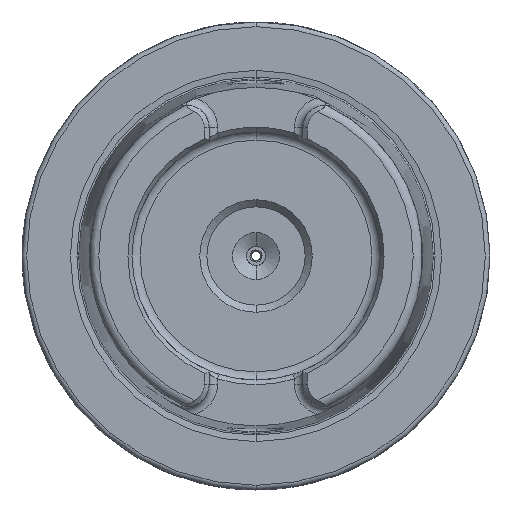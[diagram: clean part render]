
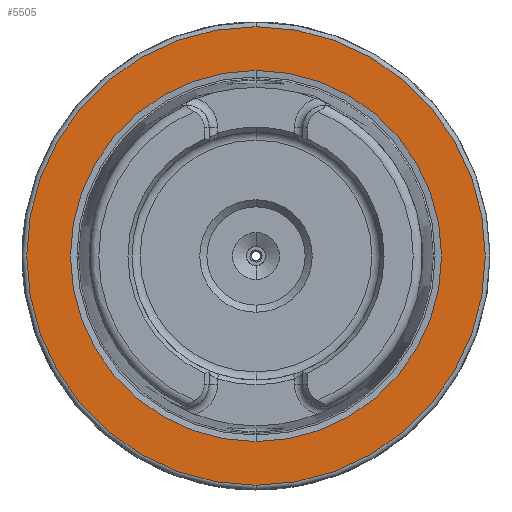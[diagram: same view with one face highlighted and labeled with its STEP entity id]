
A CAD part, left-side view. The second image highlights one B-rep face of the part: STEP entity #5505.
In plain terms, the highlighted planar face has unit normal (-1, 0, 0).
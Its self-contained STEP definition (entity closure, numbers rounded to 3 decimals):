
#428 = CARTESIAN_POINT ( 'NONE',  ( 0., 0., 49. ) ) ;
#614 = FACE_BOUND ( 'NONE', #6883, .T. ) ;
#640 = DIRECTION ( 'NONE',  ( 1., 0., 0. ) ) ;
#679 = CARTESIAN_POINT ( 'NONE',  ( 0., 0., 39.647 ) ) ;
#684 = PLANE ( 'NONE',  #754 ) ;
#754 = AXIS2_PLACEMENT_3D ( 'NONE', #7278, #5465, #2485 ) ;
#766 = DIRECTION ( 'NONE',  ( 0., 0., -1. ) ) ;
#885 = VERTEX_POINT ( 'NONE', #2507 ) ;
#921 = CARTESIAN_POINT ( 'NONE',  ( 0., 0., -49. ) ) ;
#971 = EDGE_CURVE ( 'NONE', #4716, #5091, #2708, .T. ) ;
#1181 = CARTESIAN_POINT ( 'NONE',  ( 0., 0., 0. ) ) ;
#2113 = CARTESIAN_POINT ( 'NONE',  ( 0., 0., 0. ) ) ;
#2457 = EDGE_CURVE ( 'NONE', #885, #6606, #4841, .T. ) ;
#2485 = DIRECTION ( 'NONE',  ( 0., 0., 1. ) ) ;
#2507 = CARTESIAN_POINT ( 'NONE',  ( 0., 0., -39.647 ) ) ;
#2522 = CARTESIAN_POINT ( 'NONE',  ( 0., 0., 0. ) ) ;
#2708 = CIRCLE ( 'NONE', #3697, 49. ) ;
#2786 = ORIENTED_EDGE ( 'NONE', *, *, #2457, .T. ) ;
#2826 = EDGE_LOOP ( 'NONE', ( #5182, #7059 ) ) ;
#3144 = EDGE_CURVE ( 'NONE', #6606, #885, #3599, .T. ) ;
#3150 = DIRECTION ( 'NONE',  ( 0., 0., -1. ) ) ;
#3471 = AXIS2_PLACEMENT_3D ( 'NONE', #4705, #4074, #5886 ) ;
#3599 = CIRCLE ( 'NONE', #3471, 39.647 ) ;
#3697 = AXIS2_PLACEMENT_3D ( 'NONE', #1181, #640, #3150 ) ;
#3766 = DIRECTION ( 'NONE',  ( 1., 0., 0. ) ) ;
#4074 = DIRECTION ( 'NONE',  ( 1., 0., 0. ) ) ;
#4400 = AXIS2_PLACEMENT_3D ( 'NONE', #2522, #3766, #766 ) ;
#4508 = DIRECTION ( 'NONE',  ( 1., 0., 0. ) ) ;
#4705 = CARTESIAN_POINT ( 'NONE',  ( 0., 0., 0. ) ) ;
#4716 = VERTEX_POINT ( 'NONE', #921 ) ;
#4841 = CIRCLE ( 'NONE', #6478, 39.647 ) ;
#5024 = EDGE_CURVE ( 'NONE', #5091, #4716, #7416, .T. ) ;
#5091 = VERTEX_POINT ( 'NONE', #428 ) ;
#5182 = ORIENTED_EDGE ( 'NONE', *, *, #971, .F. ) ;
#5465 = DIRECTION ( 'NONE',  ( -1., 0., 0. ) ) ;
#5505 = ADVANCED_FACE ( 'NONE', ( #614, #6053 ), #684, .T. ) ;
#5851 = ORIENTED_EDGE ( 'NONE', *, *, #3144, .T. ) ;
#5886 = DIRECTION ( 'NONE',  ( 0., 0., -1. ) ) ;
#6053 = FACE_OUTER_BOUND ( 'NONE', #2826, .T. ) ;
#6478 = AXIS2_PLACEMENT_3D ( 'NONE', #2113, #4508, #6789 ) ;
#6606 = VERTEX_POINT ( 'NONE', #679 ) ;
#6789 = DIRECTION ( 'NONE',  ( 0., 0., -1. ) ) ;
#6883 = EDGE_LOOP ( 'NONE', ( #5851, #2786 ) ) ;
#7059 = ORIENTED_EDGE ( 'NONE', *, *, #5024, .F. ) ;
#7278 = CARTESIAN_POINT ( 'NONE',  ( 0., 39.647, 0. ) ) ;
#7416 = CIRCLE ( 'NONE', #4400, 49. ) ;
